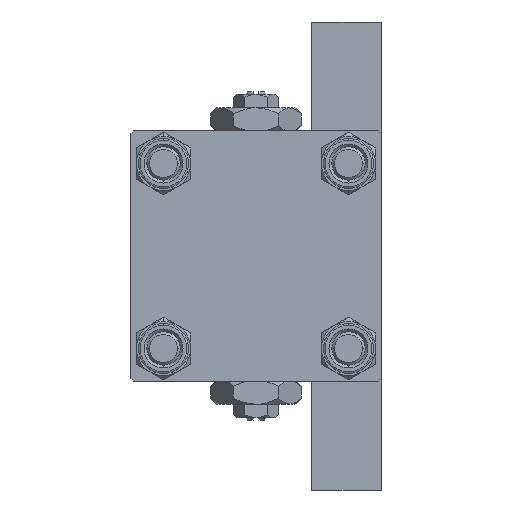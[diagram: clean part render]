
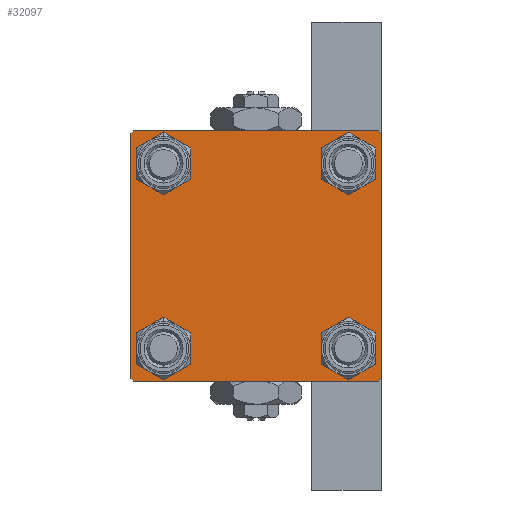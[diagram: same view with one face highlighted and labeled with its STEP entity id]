
A CAD part, left-side view. The second image highlights one B-rep face of the part: STEP entity #32097.
In plain terms, the highlighted planar face has unit normal (-1, 0, 0).
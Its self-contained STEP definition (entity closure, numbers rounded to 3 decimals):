
#489 = CIRCLE ( 'NONE', #40408, 3.5 ) ;
#546 = CARTESIAN_POINT ( 'NONE',  ( 0., 16.6, -20.1 ) ) ;
#1389 = CARTESIAN_POINT ( 'NONE',  ( 0., 22.5, 22. ) ) ;
#1574 = VECTOR ( 'NONE', #10072, 1000. ) ;
#1753 = ORIENTED_EDGE ( 'NONE', *, *, #11844, .T. ) ;
#1872 = VECTOR ( 'NONE', #38087, 1000. ) ;
#2043 = FACE_BOUND ( 'NONE', #25614, .T. ) ;
#2275 = CARTESIAN_POINT ( 'NONE',  ( 0., 22.5, -22.5 ) ) ;
#2879 = ORIENTED_EDGE ( 'NONE', *, *, #19682, .T. ) ;
#3060 = CARTESIAN_POINT ( 'NONE',  ( 0., -22.5, 22. ) ) ;
#3163 = CIRCLE ( 'NONE', #40667, 3.5 ) ;
#4578 = VECTOR ( 'NONE', #42581, 1000. ) ;
#4978 = CARTESIAN_POINT ( 'NONE',  ( 0., -22.5, -22. ) ) ;
#5261 = EDGE_CURVE ( 'NONE', #22022, #31353, #46759, .T. ) ;
#5421 = LINE ( 'NONE', #36661, #23696 ) ;
#6522 = DIRECTION ( 'NONE',  ( -1., 0., 0. ) ) ;
#6783 = LINE ( 'NONE', #48807, #29750 ) ;
#6812 = CARTESIAN_POINT ( 'NONE',  ( 0., 22.5, -22. ) ) ;
#6902 = CARTESIAN_POINT ( 'NONE',  ( 0., -22.5, 22.5 ) ) ;
#7115 = EDGE_CURVE ( 'NONE', #31353, #22022, #489, .T. ) ;
#7509 = AXIS2_PLACEMENT_3D ( 'NONE', #31841, #47106, #12836 ) ;
#8087 = CARTESIAN_POINT ( 'NONE',  ( 0., -22., -22.5 ) ) ;
#8297 = CARTESIAN_POINT ( 'NONE',  ( 0., 16.6, 16.6 ) ) ;
#8854 = CARTESIAN_POINT ( 'NONE',  ( 0., 22.5, 22.5 ) ) ;
#8873 = DIRECTION ( 'NONE',  ( 0., 0., 1. ) ) ;
#9493 = DIRECTION ( 'NONE',  ( 0., 0., 1. ) ) ;
#9507 = EDGE_CURVE ( 'NONE', #41673, #45372, #5421, .T. ) ;
#9913 = CARTESIAN_POINT ( 'NONE',  ( 0., 16.6, -13.1 ) ) ;
#10072 = DIRECTION ( 'NONE',  ( 0., -1., 0. ) ) ;
#10476 = ORIENTED_EDGE ( 'NONE', *, *, #27519, .T. ) ;
#11073 = DIRECTION ( 'NONE',  ( 1., 0., 0. ) ) ;
#11844 = EDGE_CURVE ( 'NONE', #27034, #33128, #22814, .T. ) ;
#12836 = DIRECTION ( 'NONE',  ( 0., 0., 1. ) ) ;
#13338 = EDGE_CURVE ( 'NONE', #27106, #45372, #14407, .T. ) ;
#13654 = ORIENTED_EDGE ( 'NONE', *, *, #33309, .T. ) ;
#14407 = LINE ( 'NONE', #6902, #4578 ) ;
#14532 = DIRECTION ( 'NONE',  ( 0., 0., -1. ) ) ;
#15169 = VERTEX_POINT ( 'NONE', #546 ) ;
#15240 = VERTEX_POINT ( 'NONE', #24526 ) ;
#15449 = VERTEX_POINT ( 'NONE', #37491 ) ;
#16121 = CARTESIAN_POINT ( 'NONE',  ( 0., 16.6, 16.6 ) ) ;
#16815 = AXIS2_PLACEMENT_3D ( 'NONE', #30577, #11073, #22551 ) ;
#17281 = FACE_BOUND ( 'NONE', #38509, .T. ) ;
#17539 = AXIS2_PLACEMENT_3D ( 'NONE', #44010, #25246, #36750 ) ;
#17768 = LINE ( 'NONE', #2275, #28790 ) ;
#18547 = ORIENTED_EDGE ( 'NONE', *, *, #37648, .T. ) ;
#19040 = CIRCLE ( 'NONE', #25430, 3.5 ) ;
#19369 = ORIENTED_EDGE ( 'NONE', *, *, #13338, .F. ) ;
#19682 = EDGE_CURVE ( 'NONE', #15169, #34728, #23130, .T. ) ;
#19685 = VECTOR ( 'NONE', #41833, 1000. ) ;
#20409 = ORIENTED_EDGE ( 'NONE', *, *, #5261, .T. ) ;
#20411 = VECTOR ( 'NONE', #47050, 1000. ) ;
#20525 = CARTESIAN_POINT ( 'NONE',  ( 0., 16.6, 20.1 ) ) ;
#21528 = CARTESIAN_POINT ( 'NONE',  ( 0., -16.6, -20.1 ) ) ;
#21719 = EDGE_CURVE ( 'NONE', #33128, #41673, #17768, .T. ) ;
#22007 = CARTESIAN_POINT ( 'NONE',  ( 0., 0., 0. ) ) ;
#22022 = VERTEX_POINT ( 'NONE', #20525 ) ;
#22495 = DIRECTION ( 'NONE',  ( 0., 0., 1. ) ) ;
#22551 = DIRECTION ( 'NONE',  ( 0., 0., 1. ) ) ;
#22814 = LINE ( 'NONE', #34098, #19685 ) ;
#23130 = CIRCLE ( 'NONE', #17539, 3.5 ) ;
#23696 = VECTOR ( 'NONE', #39674, 1000. ) ;
#23987 = VERTEX_POINT ( 'NONE', #21528 ) ;
#24260 = ORIENTED_EDGE ( 'NONE', *, *, #25486, .T. ) ;
#24494 = CARTESIAN_POINT ( 'NONE',  ( 0., -16.6, -16.6 ) ) ;
#24526 = CARTESIAN_POINT ( 'NONE',  ( 0., -16.6, 20.1 ) ) ;
#24629 = EDGE_CURVE ( 'NONE', #36916, #23987, #48736, .T. ) ;
#25168 = AXIS2_PLACEMENT_3D ( 'NONE', #16121, #39126, #8873 ) ;
#25246 = DIRECTION ( 'NONE',  ( 1., 0., 0. ) ) ;
#25430 = AXIS2_PLACEMENT_3D ( 'NONE', #33229, #29239, #9493 ) ;
#25486 = EDGE_CURVE ( 'NONE', #23987, #36916, #19040, .T. ) ;
#25525 = DIRECTION ( 'NONE',  ( 0., -1., 0. ) ) ;
#25549 = AXIS2_PLACEMENT_3D ( 'NONE', #22007, #6522, #22495 ) ;
#25614 = EDGE_LOOP ( 'NONE', ( #46875, #2879 ) ) ;
#26483 = EDGE_LOOP ( 'NONE', ( #18547, #1753, #41371, #33364, #19369, #47119, #30378, #40722 ) ) ;
#27034 = VERTEX_POINT ( 'NONE', #6812 ) ;
#27106 = VERTEX_POINT ( 'NONE', #3060 ) ;
#27519 = EDGE_CURVE ( 'NONE', #48249, #15240, #3163, .T. ) ;
#27673 = DIRECTION ( 'NONE',  ( 1., 0., 0. ) ) ;
#27783 = LINE ( 'NONE', #40015, #20411 ) ;
#28418 = CARTESIAN_POINT ( 'NONE',  ( 0., 16.6, 13.1 ) ) ;
#28790 = VECTOR ( 'NONE', #25525, 1000. ) ;
#29239 = DIRECTION ( 'NONE',  ( 1., 0., 0. ) ) ;
#29542 = PLANE ( 'NONE',  #25549 ) ;
#29750 = VECTOR ( 'NONE', #14532, 1000. ) ;
#29780 = FACE_OUTER_BOUND ( 'NONE', #26483, .T. ) ;
#30378 = ORIENTED_EDGE ( 'NONE', *, *, #30780, .F. ) ;
#30577 = CARTESIAN_POINT ( 'NONE',  ( 0., -16.6, 16.6 ) ) ;
#30780 = EDGE_CURVE ( 'NONE', #15449, #44929, #43113, .T. ) ;
#31066 = DIRECTION ( 'NONE',  ( 1., 0., 0. ) ) ;
#31353 = VERTEX_POINT ( 'NONE', #28418 ) ;
#31841 = CARTESIAN_POINT ( 'NONE',  ( 0., 16.6, -16.6 ) ) ;
#31854 = CARTESIAN_POINT ( 'NONE',  ( 0., -22., 22.5 ) ) ;
#32097 = ADVANCED_FACE ( 'NONE', ( #35573, #36297, #2043, #17281, #29780 ), #29542, .T. ) ;
#32371 = CIRCLE ( 'NONE', #7509, 3.5 ) ;
#33128 = VERTEX_POINT ( 'NONE', #48909 ) ;
#33229 = CARTESIAN_POINT ( 'NONE',  ( 0., -16.6, -16.6 ) ) ;
#33309 = EDGE_CURVE ( 'NONE', #15240, #48249, #48748, .T. ) ;
#33364 = ORIENTED_EDGE ( 'NONE', *, *, #9507, .T. ) ;
#34098 = CARTESIAN_POINT ( 'NONE',  ( 0., 22.25, -22.25 ) ) ;
#34728 = VERTEX_POINT ( 'NONE', #9913 ) ;
#35573 = FACE_BOUND ( 'NONE', #47519, .T. ) ;
#36297 = FACE_BOUND ( 'NONE', #41237, .T. ) ;
#36626 = ORIENTED_EDGE ( 'NONE', *, *, #7115, .T. ) ;
#36661 = CARTESIAN_POINT ( 'NONE',  ( 0., -22.25, -22.25 ) ) ;
#36750 = DIRECTION ( 'NONE',  ( 0., 0., 1. ) ) ;
#36916 = VERTEX_POINT ( 'NONE', #47687 ) ;
#37349 = CARTESIAN_POINT ( 'NONE',  ( 0., 22.25, 22.25 ) ) ;
#37491 = CARTESIAN_POINT ( 'NONE',  ( 0., 22., 22.5 ) ) ;
#37648 = EDGE_CURVE ( 'NONE', #39173, #27034, #6783, .T. ) ;
#38087 = DIRECTION ( 'NONE',  ( 0., 0.707, -0.707 ) ) ;
#38509 = EDGE_LOOP ( 'NONE', ( #20409, #36626 ) ) ;
#38790 = CARTESIAN_POINT ( 'NONE',  ( 0., -16.6, 13.1 ) ) ;
#38801 = DIRECTION ( 'NONE',  ( 0., 0., 1. ) ) ;
#39126 = DIRECTION ( 'NONE',  ( 1., 0., 0. ) ) ;
#39173 = VERTEX_POINT ( 'NONE', #1389 ) ;
#39664 = CARTESIAN_POINT ( 'NONE',  ( 0., -16.6, 16.6 ) ) ;
#39674 = DIRECTION ( 'NONE',  ( 0., -0.707, 0.707 ) ) ;
#39745 = DIRECTION ( 'NONE',  ( 0., 0., 1. ) ) ;
#40015 = CARTESIAN_POINT ( 'NONE',  ( 0., -22.25, 22.25 ) ) ;
#40213 = EDGE_CURVE ( 'NONE', #15449, #39173, #44869, .T. ) ;
#40408 = AXIS2_PLACEMENT_3D ( 'NONE', #8297, #31066, #38801 ) ;
#40471 = DIRECTION ( 'NONE',  ( 1., 0., 0. ) ) ;
#40667 = AXIS2_PLACEMENT_3D ( 'NONE', #39664, #27673, #42927 ) ;
#40722 = ORIENTED_EDGE ( 'NONE', *, *, #40213, .T. ) ;
#41237 = EDGE_LOOP ( 'NONE', ( #47415, #24260 ) ) ;
#41371 = ORIENTED_EDGE ( 'NONE', *, *, #21719, .T. ) ;
#41673 = VERTEX_POINT ( 'NONE', #8087 ) ;
#41683 = EDGE_CURVE ( 'NONE', #34728, #15169, #32371, .T. ) ;
#41833 = DIRECTION ( 'NONE',  ( 0., -0.707, -0.707 ) ) ;
#42581 = DIRECTION ( 'NONE',  ( 0., 0., -1. ) ) ;
#42927 = DIRECTION ( 'NONE',  ( 0., 0., 1. ) ) ;
#43113 = LINE ( 'NONE', #8854, #1574 ) ;
#44010 = CARTESIAN_POINT ( 'NONE',  ( 0., 16.6, -16.6 ) ) ;
#44258 = EDGE_CURVE ( 'NONE', #27106, #44929, #27783, .T. ) ;
#44869 = LINE ( 'NONE', #37349, #1872 ) ;
#44929 = VERTEX_POINT ( 'NONE', #31854 ) ;
#45372 = VERTEX_POINT ( 'NONE', #4978 ) ;
#46759 = CIRCLE ( 'NONE', #25168, 3.5 ) ;
#46875 = ORIENTED_EDGE ( 'NONE', *, *, #41683, .T. ) ;
#47050 = DIRECTION ( 'NONE',  ( 0., 0.707, 0.707 ) ) ;
#47106 = DIRECTION ( 'NONE',  ( 1., 0., 0. ) ) ;
#47119 = ORIENTED_EDGE ( 'NONE', *, *, #44258, .T. ) ;
#47150 = AXIS2_PLACEMENT_3D ( 'NONE', #24494, #40471, #39745 ) ;
#47415 = ORIENTED_EDGE ( 'NONE', *, *, #24629, .T. ) ;
#47519 = EDGE_LOOP ( 'NONE', ( #13654, #10476 ) ) ;
#47687 = CARTESIAN_POINT ( 'NONE',  ( 0., -16.6, -13.1 ) ) ;
#48249 = VERTEX_POINT ( 'NONE', #38790 ) ;
#48736 = CIRCLE ( 'NONE', #47150, 3.5 ) ;
#48748 = CIRCLE ( 'NONE', #16815, 3.5 ) ;
#48807 = CARTESIAN_POINT ( 'NONE',  ( 0., 22.5, 22.5 ) ) ;
#48909 = CARTESIAN_POINT ( 'NONE',  ( 0., 22., -22.5 ) ) ;
